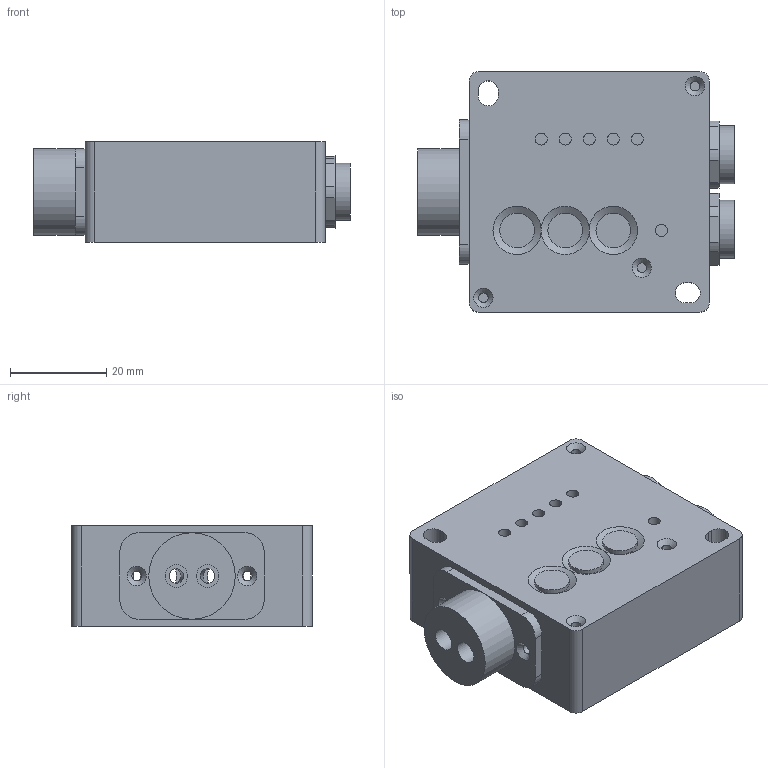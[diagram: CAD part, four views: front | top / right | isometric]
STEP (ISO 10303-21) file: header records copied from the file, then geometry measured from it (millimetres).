
FILE_DESCRIPTION(('STEP Model'),'2;1');
FILE_NAME('FS 12-50 M G3-B8.stp','2011-05-16T15:25:58',(''),(''), 'CAD Exchanger 2.2.1 (www.cadexchanger.com)','CAD Exchanger 2.2.1', 'Unknown');
FILE_SCHEMA(('AUTOMOTIVE_DESIGN { 1 0 10303 214 1 1 1 1 }'));
Length unit declared in the file: millimetre
Products named in the file (1): Unspecified 1
Bounding box: 65.9 x 50 x 21 mm (x, y, z)
Volume: 18537.1 mm3; surface area: 19282.6 mm2
Topology: 3 solids, 3 shells, 188 faces, 451 edges, 304 vertices
Faces by surface type: cylinder 90, plane 87, cone 11
Full cylindrical faces by diameter (mm): 0.66 x12, 1.6 x2, 2 x5, 2.5 x6, 3 x2, 3.8 x2, 4.7 x2, 6 x2, 7.2 x6, 9 x2, 12.1 x2, 18 x1
Entity records: 14212 total; most frequent: CARTESIAN_POINT 5684, DIRECTION 1439, ORIENTED_EDGE 902, PCURVE 902, DEFINITIONAL_REPRESENTATION 902, LINE 534, VECTOR 534, EDGE_CURVE 451
